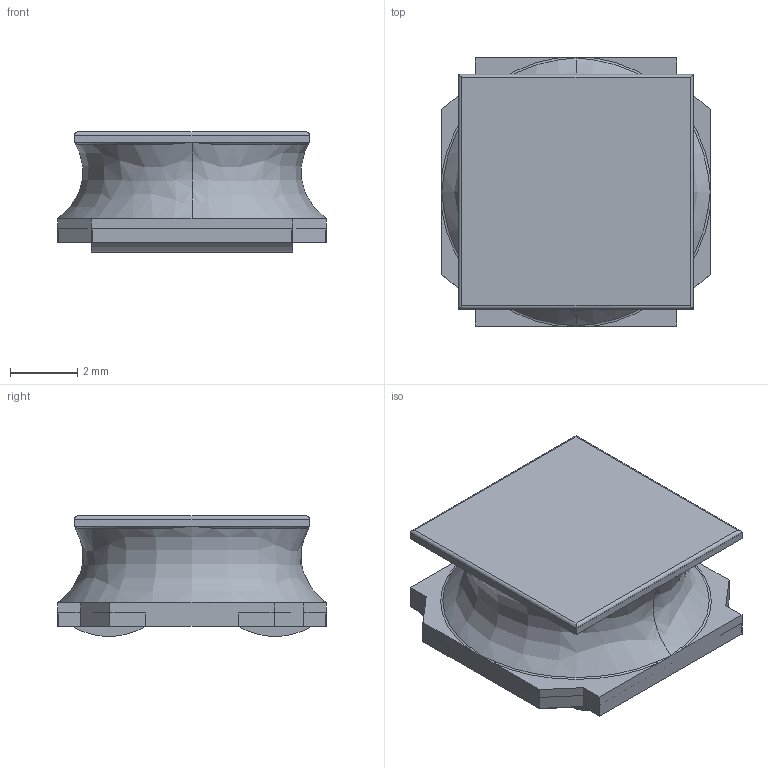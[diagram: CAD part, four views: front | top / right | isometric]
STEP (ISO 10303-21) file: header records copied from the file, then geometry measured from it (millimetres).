
FILE_DESCRIPTION(('FreeCAD Model'),'2;1');
FILE_NAME('Open CASCADE Shape Model','2024-05-01T11:22:30',(''),(''), 'Open CASCADE STEP processor 7.7','FreeCAD','Unknown');
FILE_SCHEMA(('AUTOMOTIVE_DESIGN { 1 0 10303 214 1 1 1 1 }'));
Length unit declared in the file: millimetre
Products named in the file (1): NR4018T100M006
Bounding box: 8 x 8 x 3.59 mm (x, y, z)
Volume: 146.9 mm3; surface area: 374.4 mm2
Topology: 5 solids, 5 shells, 102 faces, 254 edges, 148 vertices
Faces by surface type: plane 70, bspline 18, torus 8, cylinder 6
Entity records: 3839 total; most frequent: CARTESIAN_POINT 839, ORIENTED_EDGE 476, DIRECTION 422, EDGE_CURVE 238, LINE 180, VECTOR 180, VERTEX_POINT 148, AXIS2_PLACEMENT_3D 121
